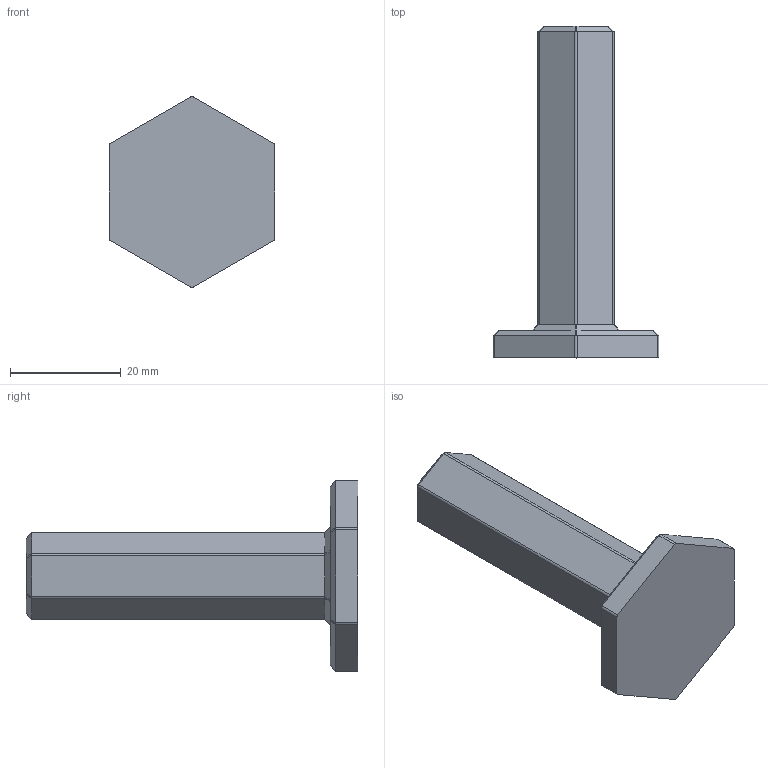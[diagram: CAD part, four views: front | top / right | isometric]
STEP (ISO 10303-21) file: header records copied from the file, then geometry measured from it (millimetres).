
FILE_DESCRIPTION (( 'STEP AP214' ), '1' );
FILE_NAME ('SupportFT.STEP', '2021-08-24T11:39:02', ( '' ), ( '' ), 'SwSTEP 2.0', 'SolidWorks 2020', '' );
FILE_SCHEMA (( 'AUTOMOTIVE_DESIGN' ));
Length unit declared in the file: millimetre
Products named in the file (1): SupportFT
Bounding box: 30 x 60 x 34.49 mm (x, y, z)
Volume: 12754.8 mm3; surface area: 4686.9 mm2
Topology: 1 solids, 1 shells, 74 faces, 206 edges, 136 vertices
Faces by surface type: cylinder 38, plane 34, cone 2
Entity records: 2365 total; most frequent: CARTESIAN_POINT 660, ORIENTED_EDGE 412, DIRECTION 288, EDGE_CURVE 206, VERTEX_POINT 136, VECTOR 112, LINE 112, AXIS2_PLACEMENT_3D 88
